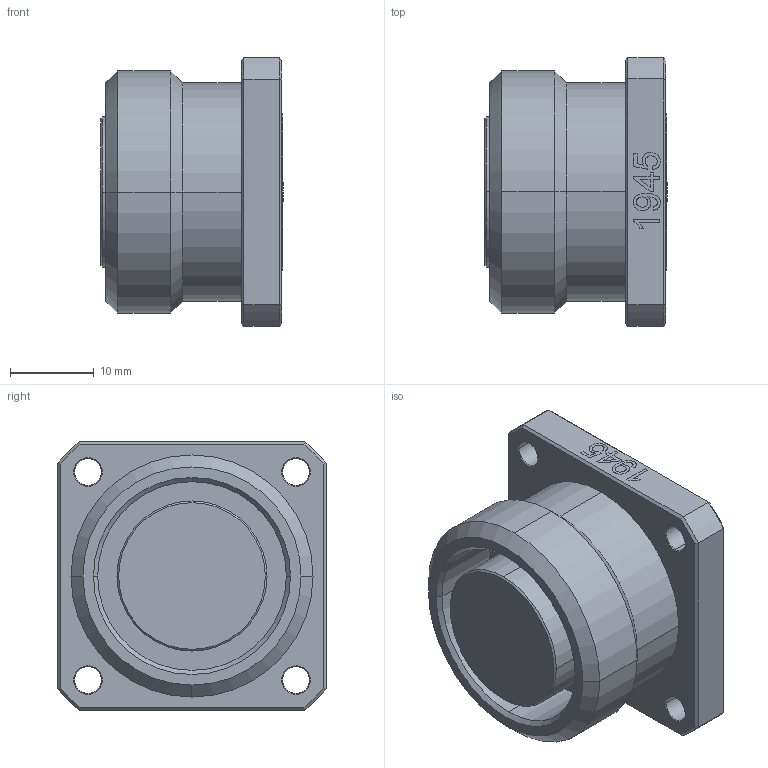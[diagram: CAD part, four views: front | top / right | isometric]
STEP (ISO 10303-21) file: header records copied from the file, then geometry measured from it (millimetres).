
FILE_DESCRIPTION (( 'STEP AP214' ), '1' );
FILE_NAME ('PE1945_3D.STEP', '2022-12-12T22:49:03', ( '' ), ( '' ), 'SwSTEP 2.0', 'SolidWorks 2022', '' );
FILE_SCHEMA (( 'AUTOMOTIVE_DESIGN' ));
Length unit declared in the file: inch
Products named in the file (1): PE1945_3D
Bounding box: 21.75 x 32 x 32 mm (x, y, z)
Volume: 12306.7 mm3; surface area: 5541.2 mm2
Topology: 1 solids, 1 shells, 161 faces, 387 edges, 241 vertices
Faces by surface type: plane 54, cone 45, cylinder 38, bspline 24
Entity records: 6060 total; most frequent: CARTESIAN_POINT 2358, ORIENTED_EDGE 774, DIRECTION 722, EDGE_CURVE 387, AXIS2_PLACEMENT_3D 261, VERTEX_POINT 241, LINE 200, VECTOR 200
